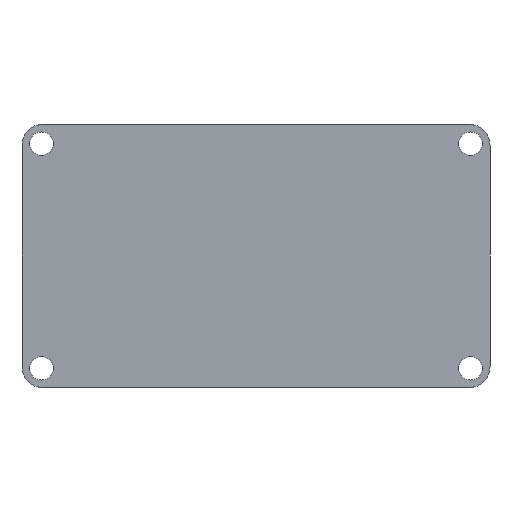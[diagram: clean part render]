
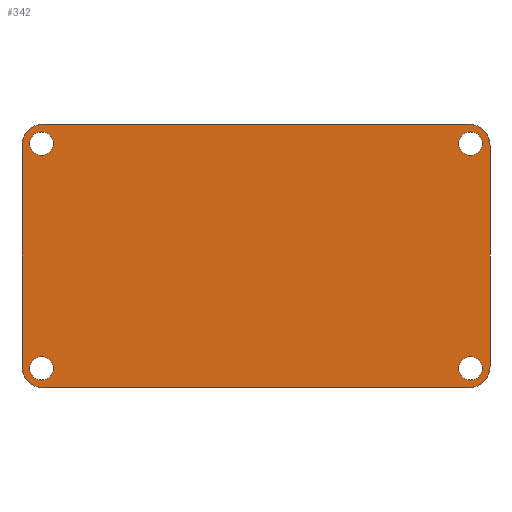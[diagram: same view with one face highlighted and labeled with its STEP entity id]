
A CAD part, top view. The second image highlights one B-rep face of the part: STEP entity #342.
In plain terms, the highlighted planar face has unit normal (0, 0, 1).
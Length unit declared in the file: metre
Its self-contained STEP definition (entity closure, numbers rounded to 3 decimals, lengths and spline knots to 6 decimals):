
#20=LINE('',#666,#36);
#21=LINE('',#671,#37);
#22=LINE('',#675,#38);
#23=LINE('',#679,#39);
#36=VECTOR('',#560,1.);
#37=VECTOR('',#563,1.);
#38=VECTOR('',#566,1.);
#39=VECTOR('',#569,1.);
#52=PLANE('',#497);
#63=ORIENTED_EDGE('',*,*,#149,.T.);
#64=ORIENTED_EDGE('',*,*,#147,.F.);
#65=ORIENTED_EDGE('',*,*,#145,.F.);
#66=ORIENTED_EDGE('',*,*,#143,.F.);
#67=ORIENTED_EDGE('',*,*,#151,.F.);
#68=ORIENTED_EDGE('',*,*,#152,.T.);
#69=ORIENTED_EDGE('',*,*,#153,.F.);
#70=ORIENTED_EDGE('',*,*,#154,.T.);
#71=ORIENTED_EDGE('',*,*,#155,.T.);
#72=ORIENTED_EDGE('',*,*,#156,.T.);
#73=ORIENTED_EDGE('',*,*,#157,.T.);
#74=ORIENTED_EDGE('',*,*,#158,.T.);
#143=EDGE_CURVE('',#187,#187,#219,.T.);
#145=EDGE_CURVE('',#189,#189,#221,.T.);
#147=EDGE_CURVE('',#191,#191,#223,.T.);
#149=EDGE_CURVE('',#193,#193,#225,.T.);
#151=EDGE_CURVE('',#195,#196,#20,.T.);
#152=EDGE_CURVE('',#195,#197,#227,.T.);
#153=EDGE_CURVE('',#198,#197,#21,.T.);
#154=EDGE_CURVE('',#198,#199,#228,.T.);
#155=EDGE_CURVE('',#199,#200,#22,.T.);
#156=EDGE_CURVE('',#200,#201,#229,.T.);
#157=EDGE_CURVE('',#201,#202,#23,.T.);
#158=EDGE_CURVE('',#202,#196,#230,.T.);
#187=VERTEX_POINT('',#647);
#189=VERTEX_POINT('',#652);
#191=VERTEX_POINT('',#657);
#193=VERTEX_POINT('',#662);
#195=VERTEX_POINT('',#667);
#196=VERTEX_POINT('',#668);
#197=VERTEX_POINT('',#670);
#198=VERTEX_POINT('',#672);
#199=VERTEX_POINT('',#674);
#200=VERTEX_POINT('',#676);
#201=VERTEX_POINT('',#678);
#202=VERTEX_POINT('',#680);
#219=CIRCLE('',#486,0.003);
#221=CIRCLE('',#489,0.003);
#223=CIRCLE('',#492,0.003);
#225=CIRCLE('',#495,0.003);
#227=CIRCLE('',#498,0.0055);
#228=CIRCLE('',#499,0.0055);
#229=CIRCLE('',#500,0.0055);
#230=CIRCLE('',#501,0.0055);
#251=EDGE_LOOP('',(#63));
#252=EDGE_LOOP('',(#64));
#253=EDGE_LOOP('',(#65));
#254=EDGE_LOOP('',(#66));
#255=EDGE_LOOP('',(#67,#68,#69,#70,#71,#72,#73,#74));
#283=FACE_BOUND('',#251,.T.);
#284=FACE_BOUND('',#252,.T.);
#285=FACE_BOUND('',#253,.T.);
#286=FACE_BOUND('',#254,.T.);
#287=FACE_BOUND('',#255,.T.);
#342=ADVANCED_FACE('',(#283,#284,#285,#286,#287),#52,.T.);
#486=AXIS2_PLACEMENT_3D('',#646,#536,#537);
#489=AXIS2_PLACEMENT_3D('',#651,#542,#543);
#492=AXIS2_PLACEMENT_3D('',#656,#548,#549);
#495=AXIS2_PLACEMENT_3D('',#661,#554,#555);
#497=AXIS2_PLACEMENT_3D('',#665,#558,#559);
#498=AXIS2_PLACEMENT_3D('',#669,#561,#562);
#499=AXIS2_PLACEMENT_3D('',#673,#564,#565);
#500=AXIS2_PLACEMENT_3D('',#677,#567,#568);
#501=AXIS2_PLACEMENT_3D('',#681,#570,#571);
#536=DIRECTION('',(0.,0.,1.));
#537=DIRECTION('',(1.,0.,0.));
#542=DIRECTION('',(0.,0.,1.));
#543=DIRECTION('',(1.,0.,0.));
#548=DIRECTION('',(0.,0.,1.));
#549=DIRECTION('',(1.,0.,0.));
#554=DIRECTION('',(0.,0.,-1.));
#555=DIRECTION('',(1.,0.,0.));
#558=DIRECTION('',(0.,0.,1.));
#559=DIRECTION('',(1.,0.,0.));
#560=DIRECTION('',(0.,-1.,0.));
#561=DIRECTION('',(0.,0.,1.));
#562=DIRECTION('',(1.,0.,0.));
#563=DIRECTION('',(1.,0.,0.));
#564=DIRECTION('',(0.,0.,1.));
#565=DIRECTION('',(1.,0.,0.));
#566=DIRECTION('',(0.,-1.,0.));
#567=DIRECTION('',(0.,0.,1.));
#568=DIRECTION('',(1.,0.,0.));
#569=DIRECTION('',(1.,0.,0.));
#570=DIRECTION('',(0.,0.,1.));
#571=DIRECTION('',(1.,0.,0.));
#646=CARTESIAN_POINT('',(-0.054091,0.03242,0.0015));
#647=CARTESIAN_POINT('',(-0.051091,0.03242,0.0015));
#651=CARTESIAN_POINT('',(-0.054091,-0.025205,0.0015));
#652=CARTESIAN_POINT('',(-0.051091,-0.025205,0.0015));
#656=CARTESIAN_POINT('',(-0.164091,-0.025205,0.0015));
#657=CARTESIAN_POINT('',(-0.161091,-0.025205,0.0015));
#661=CARTESIAN_POINT('',(-0.164091,0.03242,0.0015));
#662=CARTESIAN_POINT('',(-0.161091,0.03242,0.0015));
#665=CARTESIAN_POINT('',(-0.109091,0.003607,0.0015));
#666=CARTESIAN_POINT('',(-0.049091,0.003607,0.0015));
#667=CARTESIAN_POINT('',(-0.049091,0.03192,0.0015));
#668=CARTESIAN_POINT('',(-0.049091,-0.024705,0.0015));
#669=CARTESIAN_POINT('',(-0.054591,0.03192,0.0015));
#670=CARTESIAN_POINT('',(-0.054591,0.03742,0.0015));
#671=CARTESIAN_POINT('',(-0.109091,0.03742,0.0015));
#672=CARTESIAN_POINT('',(-0.163591,0.03742,0.0015));
#673=CARTESIAN_POINT('',(-0.163591,0.03192,0.0015));
#674=CARTESIAN_POINT('',(-0.169091,0.03192,0.0015));
#675=CARTESIAN_POINT('',(-0.169091,0.003607,0.0015));
#676=CARTESIAN_POINT('',(-0.169091,-0.024705,0.0015));
#677=CARTESIAN_POINT('',(-0.163591,-0.024705,0.0015));
#678=CARTESIAN_POINT('',(-0.163591,-0.030205,0.0015));
#679=CARTESIAN_POINT('',(-0.109091,-0.030205,0.0015));
#680=CARTESIAN_POINT('',(-0.054591,-0.030205,0.0015));
#681=CARTESIAN_POINT('',(-0.054591,-0.024705,0.0015));
